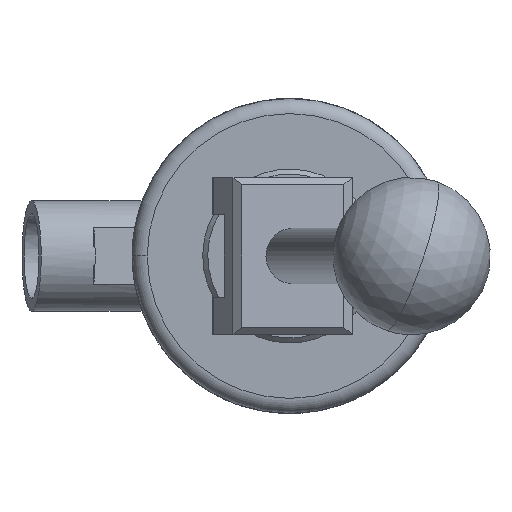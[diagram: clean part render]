
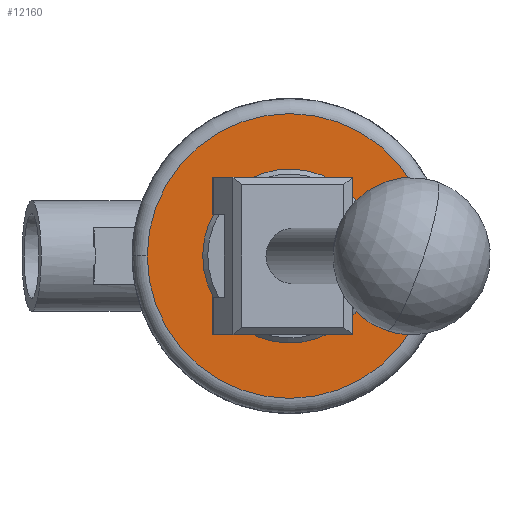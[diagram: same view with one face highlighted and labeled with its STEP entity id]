
A CAD part, front view. The second image highlights one B-rep face of the part: STEP entity #12160.
In plain terms, the highlighted planar face has unit normal (0, -1, 0).
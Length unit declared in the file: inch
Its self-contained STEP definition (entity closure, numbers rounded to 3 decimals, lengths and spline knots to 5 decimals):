
#90 = CIRCLE ( 'NONE', #16747, 0.348 ) ;
#301 = DIRECTION ( 'NONE',  ( 0., -1., 0. ) ) ;
#927 = DIRECTION ( 'NONE',  ( 0., -1., 0. ) ) ;
#958 = CIRCLE ( 'NONE', #11584, 1.13 ) ;
#1631 = ORIENTED_EDGE ( 'NONE', *, *, #5641, .T. ) ;
#2301 = CARTESIAN_POINT ( 'NONE',  ( -1.13, 0., 0. ) ) ;
#2894 = DIRECTION ( 'NONE',  ( 0., -1., 0. ) ) ;
#3001 = FACE_OUTER_BOUND ( 'NONE', #11058, .T. ) ;
#3673 = CARTESIAN_POINT ( 'NONE',  ( 0., 0., 0. ) ) ;
#3791 = VERTEX_POINT ( 'NONE', #16855 ) ;
#5641 = EDGE_CURVE ( 'NONE', #9632, #7746, #958, .T. ) ;
#5775 = EDGE_LOOP ( 'NONE', ( #8108, #16427 ) ) ;
#6683 = DIRECTION ( 'NONE',  ( 1., 0., 0. ) ) ;
#6840 = AXIS2_PLACEMENT_3D ( 'NONE', #16775, #927, #7314 ) ;
#6890 = CARTESIAN_POINT ( 'NONE',  ( 0., 0., 0. ) ) ;
#7314 = DIRECTION ( 'NONE',  ( 1., 0., 0. ) ) ;
#7419 = AXIS2_PLACEMENT_3D ( 'NONE', #6890, #19118, #6683 ) ;
#7746 = VERTEX_POINT ( 'NONE', #15338 ) ;
#8108 = ORIENTED_EDGE ( 'NONE', *, *, #14121, .F. ) ;
#8146 = DIRECTION ( 'NONE',  ( 1., 0., 0. ) ) ;
#9365 = EDGE_CURVE ( 'NONE', #7746, #9632, #15365, .T. ) ;
#9632 = VERTEX_POINT ( 'NONE', #2301 ) ;
#10340 = ORIENTED_EDGE ( 'NONE', *, *, #9365, .T. ) ;
#10797 = DIRECTION ( 'NONE',  ( 1., 0., 0. ) ) ;
#11058 = EDGE_LOOP ( 'NONE', ( #10340, #1631 ) ) ;
#11482 = VERTEX_POINT ( 'NONE', #12352 ) ;
#11584 = AXIS2_PLACEMENT_3D ( 'NONE', #15590, #18515, #10797 ) ;
#12160 = ADVANCED_FACE ( 'NONE', ( #3001, #12356 ), #17164, .T. ) ;
#12352 = CARTESIAN_POINT ( 'NONE',  ( 0.348, 0., 0. ) ) ;
#12356 = FACE_BOUND ( 'NONE', #5775, .T. ) ;
#13084 = CIRCLE ( 'NONE', #6840, 0.348 ) ;
#14121 = EDGE_CURVE ( 'NONE', #11482, #3791, #90, .T. ) ;
#15099 = EDGE_CURVE ( 'NONE', #3791, #11482, #13084, .T. ) ;
#15338 = CARTESIAN_POINT ( 'NONE',  ( 1.13, 0., 0. ) ) ;
#15365 = CIRCLE ( 'NONE', #7419, 1.13 ) ;
#15590 = CARTESIAN_POINT ( 'NONE',  ( 0., 0., 0. ) ) ;
#16427 = ORIENTED_EDGE ( 'NONE', *, *, #15099, .F. ) ;
#16747 = AXIS2_PLACEMENT_3D ( 'NONE', #3673, #301, #8146 ) ;
#16775 = CARTESIAN_POINT ( 'NONE',  ( 0., 0., 0. ) ) ;
#16855 = CARTESIAN_POINT ( 'NONE',  ( -0.348, 0., 0. ) ) ;
#17164 = PLANE ( 'NONE',  #17910 ) ;
#17910 = AXIS2_PLACEMENT_3D ( 'NONE', #20488, #2894, #19012 ) ;
#18515 = DIRECTION ( 'NONE',  ( 0., -1., 0. ) ) ;
#19012 = DIRECTION ( 'NONE',  ( 1., 0., 0. ) ) ;
#19118 = DIRECTION ( 'NONE',  ( 0., -1., 0. ) ) ;
#20488 = CARTESIAN_POINT ( 'NONE',  ( 0., 0., -0.348 ) ) ;
